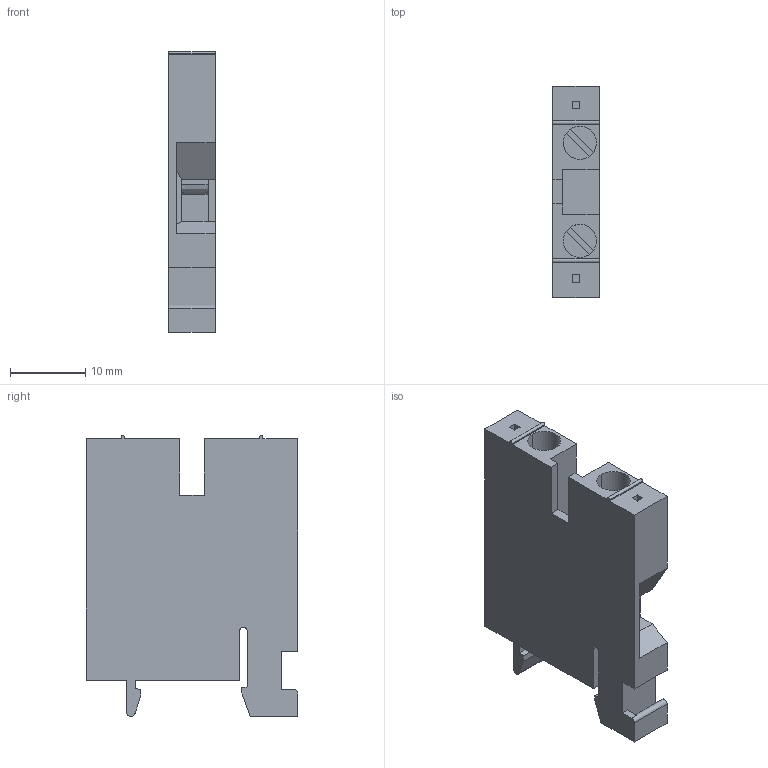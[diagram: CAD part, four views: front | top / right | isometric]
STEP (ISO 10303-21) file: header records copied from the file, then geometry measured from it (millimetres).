
FILE_DESCRIPTION(('Creo Elements/Direct Modeling STEP Export'),'2;1');
FILE_NAME('model.stp','2020-10-27T 7:35:42',(''),(''),'Creo Elements/Direct Modeling STEP processor for AP214 (Solid Model)','Creo Elements/Direct Modeling 20.1A 29-Sep-2018 (C) Parametric Technology GmbH','');
FILE_SCHEMA(('AUTOMOTIVE_DESIGN { 1 0 10303 214 1 1 1 1 }'));
Length unit declared in the file: millimetre
Products named in the file (2): MXK_4_BU-select
Assembly tree (1 placements, depth 2):
  MXK_4_BU-select
    MXK_4_BU-select
Bounding box: 6.15 x 28 x 37.2 mm (x, y, z)
Volume: 4408.9 mm3; surface area: 3485.8 mm2
Topology: 1 solids, 1 shells, 96 faces, 262 edges, 172 vertices
Faces by surface type: plane 85, cylinder 9, extrusion 2
Entity records: 3806 total; most frequent: CARTESIAN_POINT 650, ORIENTED_EDGE 524, DIRECTION 431, EDGE_CURVE 262, VECTOR 223, LINE 221, VERTEX_POINT 172, AXIS2_PLACEMENT_3D 104
